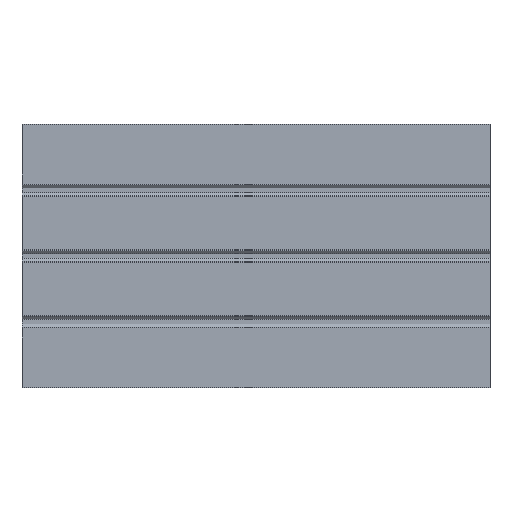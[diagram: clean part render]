
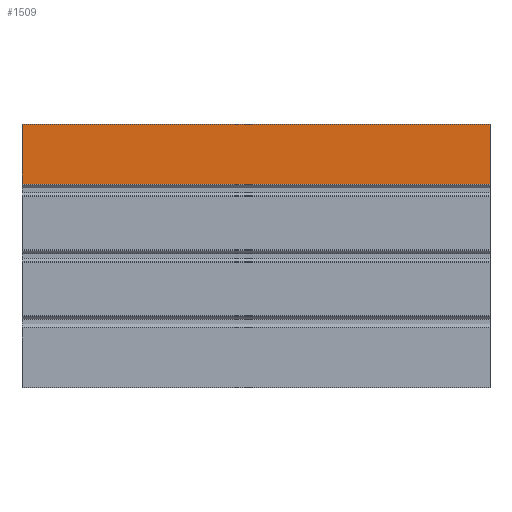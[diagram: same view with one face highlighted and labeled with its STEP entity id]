
A CAD part, front view. The second image highlights one B-rep face of the part: STEP entity #1509.
In plain terms, the highlighted free-form (B-spline) face has degree [1, 1] with [2, 2] control points.
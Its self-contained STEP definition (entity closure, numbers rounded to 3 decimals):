
#1487 = VERTEX_POINT('',#1488);
#1488 = CARTESIAN_POINT('',(179.564,-8.417,
    101.005));
#1493 = EDGE_CURVE('',#1487,#1494,#1496,.T.);
#1494 = VERTEX_POINT('',#1495);
#1495 = CARTESIAN_POINT('',(-179.564,-8.417,
    101.005));
#1496 = B_SPLINE_CURVE_WITH_KNOTS('',1,(#1497,#1498),.UNSPECIFIED.,.F.,
  .F.,(2,2),(0.,320.),.PIECEWISE_BEZIER_KNOTS.);
#1497 = CARTESIAN_POINT('',(179.564,-8.417,
    101.005));
#1498 = CARTESIAN_POINT('',(-179.564,-8.417,
    101.005));
#1509 = ADVANCED_FACE('',(#1510),#1532,.F.);
#1510 = FACE_BOUND('',#1511,.F.);
#1511 = EDGE_LOOP('',(#1512,#1513,#1520,#1527));
#1512 = ORIENTED_EDGE('',*,*,#1493,.F.);
#1513 = ORIENTED_EDGE('',*,*,#1514,.T.);
#1514 = EDGE_CURVE('',#1487,#1515,#1517,.T.);
#1515 = VERTEX_POINT('',#1516);
#1516 = CARTESIAN_POINT('',(179.564,-8.417,
    55.16));
#1517 = B_SPLINE_CURVE_WITH_KNOTS('',1,(#1518,#1519),.UNSPECIFIED.,.F.,
  .F.,(2,2),(0.,40.85),.PIECEWISE_BEZIER_KNOTS.);
#1518 = CARTESIAN_POINT('',(179.564,-8.417,
    101.005));
#1519 = CARTESIAN_POINT('',(179.564,-8.417,
    55.16));
#1520 = ORIENTED_EDGE('',*,*,#1521,.T.);
#1521 = EDGE_CURVE('',#1515,#1522,#1524,.T.);
#1522 = VERTEX_POINT('',#1523);
#1523 = CARTESIAN_POINT('',(-179.564,-8.417,
    55.16));
#1524 = B_SPLINE_CURVE_WITH_KNOTS('',1,(#1525,#1526),.UNSPECIFIED.,.F.,
  .F.,(2,2),(0.,320.),.PIECEWISE_BEZIER_KNOTS.);
#1525 = CARTESIAN_POINT('',(179.564,-8.417,
    55.16));
#1526 = CARTESIAN_POINT('',(-179.564,-8.417,
    55.16));
#1527 = ORIENTED_EDGE('',*,*,#1528,.F.);
#1528 = EDGE_CURVE('',#1494,#1522,#1529,.T.);
#1529 = B_SPLINE_CURVE_WITH_KNOTS('',1,(#1530,#1531),.UNSPECIFIED.,.F.,
  .F.,(2,2),(0.,40.85),.PIECEWISE_BEZIER_KNOTS.);
#1530 = CARTESIAN_POINT('',(-179.564,-8.417,
    101.005));
#1531 = CARTESIAN_POINT('',(-179.564,-8.417,
    55.16));
#1532 = B_SPLINE_SURFACE_WITH_KNOTS('',1,1,(
    (#1533,#1534)
    ,(#1535,#1536
    )),.UNSPECIFIED.,.F.,.F.,.F.,(2,2),(2,2),(-28.885,
    226.274),(-255.159,0.),.PIECEWISE_BEZIER_KNOTS.);
#1533 = CARTESIAN_POINT('',(0.,-8.417,-124.404));
#1534 = CARTESIAN_POINT('',(202.486,-8.417,
    78.082));
#1535 = CARTESIAN_POINT('',(-202.486,-8.417,
    78.082));
#1536 = CARTESIAN_POINT('',(0.,-8.417,
    280.569));
